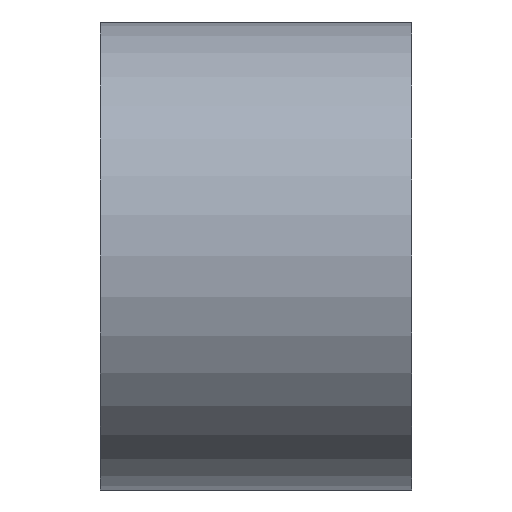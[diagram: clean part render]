
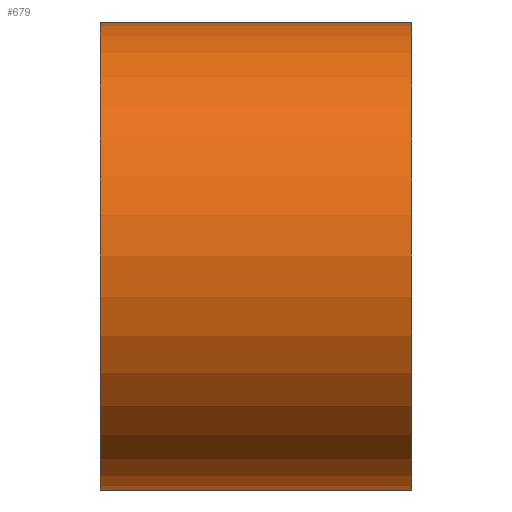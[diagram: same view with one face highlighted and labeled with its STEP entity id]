
A CAD part, left-side view. The second image highlights one B-rep face of the part: STEP entity #679.
In plain terms, the highlighted cylindrical face has radius 4.763 mm (diameter 9.525 mm), a partial arc.
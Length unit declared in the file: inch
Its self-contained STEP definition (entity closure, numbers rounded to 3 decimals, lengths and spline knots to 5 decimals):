
#97 = ORIENTED_EDGE ( 'NONE', *, *, #717, .T. ) ;
#188 = CYLINDRICAL_SURFACE ( 'NONE', #1516, 0.1875 ) ;
#316 = CARTESIAN_POINT ( 'NONE',  ( -3.85, 0., 0. ) ) ;
#326 = CARTESIAN_POINT ( 'NONE',  ( -3.85, 0.25, -0.1875 ) ) ;
#339 = VECTOR ( 'NONE', #1559, 39.37008 ) ;
#358 = VERTEX_POINT ( 'NONE', #1569 ) ;
#415 = FACE_OUTER_BOUND ( 'NONE', #610, .T. ) ;
#451 = DIRECTION ( 'NONE',  ( 0., 0., 1. ) ) ;
#500 = VERTEX_POINT ( 'NONE', #1322 ) ;
#542 = VERTEX_POINT ( 'NONE', #1345 ) ;
#586 = CARTESIAN_POINT ( 'NONE',  ( -3.85, 0.25, 0.1875 ) ) ;
#605 = ORIENTED_EDGE ( 'NONE', *, *, #728, .F. ) ;
#610 = EDGE_LOOP ( 'NONE', ( #97, #605, #940, #1725 ) ) ;
#679 = ADVANCED_FACE ( 'NONE', ( #415 ), #188, .T. ) ;
#712 = LINE ( 'NONE', #326, #339 ) ;
#717 = EDGE_CURVE ( 'NONE', #358, #542, #1199, .T. ) ;
#728 = EDGE_CURVE ( 'NONE', #500, #542, #1110, .T. ) ;
#741 = EDGE_CURVE ( 'NONE', #838, #500, #1474, .T. ) ;
#747 = DIRECTION ( 'NONE',  ( 0., 1., 0. ) ) ;
#752 = EDGE_CURVE ( 'NONE', #838, #358, #712, .T. ) ;
#756 = VECTOR ( 'NONE', #1144, 39.37008 ) ;
#838 = VERTEX_POINT ( 'NONE', #1594 ) ;
#869 = DIRECTION ( 'NONE',  ( 0., -1., 0. ) ) ;
#940 = ORIENTED_EDGE ( 'NONE', *, *, #741, .F. ) ;
#1110 = LINE ( 'NONE', #586, #756 ) ;
#1144 = DIRECTION ( 'NONE',  ( 0., -1., 0. ) ) ;
#1199 = CIRCLE ( 'NONE', #1505, 0.1875 ) ;
#1280 = DIRECTION ( 'NONE',  ( 0., 1., 0. ) ) ;
#1322 = CARTESIAN_POINT ( 'NONE',  ( -3.85, 0.25, 0.1875 ) ) ;
#1345 = CARTESIAN_POINT ( 'NONE',  ( -3.85, 0., 0.1875 ) ) ;
#1403 = CARTESIAN_POINT ( 'NONE',  ( -3.85, 0.25, 0. ) ) ;
#1408 = AXIS2_PLACEMENT_3D ( 'NONE', #1552, #747, #1699 ) ;
#1474 = CIRCLE ( 'NONE', #1408, 0.1875 ) ;
#1505 = AXIS2_PLACEMENT_3D ( 'NONE', #316, #1280, #451 ) ;
#1516 = AXIS2_PLACEMENT_3D ( 'NONE', #1403, #869, #1676 ) ;
#1552 = CARTESIAN_POINT ( 'NONE',  ( -3.85, 0.25, 0. ) ) ;
#1559 = DIRECTION ( 'NONE',  ( 0., -1., 0. ) ) ;
#1569 = CARTESIAN_POINT ( 'NONE',  ( -3.85, 0., -0.1875 ) ) ;
#1594 = CARTESIAN_POINT ( 'NONE',  ( -3.85, 0.25, -0.1875 ) ) ;
#1676 = DIRECTION ( 'NONE',  ( 0., 0., -1. ) ) ;
#1699 = DIRECTION ( 'NONE',  ( 0., 0., 1. ) ) ;
#1725 = ORIENTED_EDGE ( 'NONE', *, *, #752, .T. ) ;
